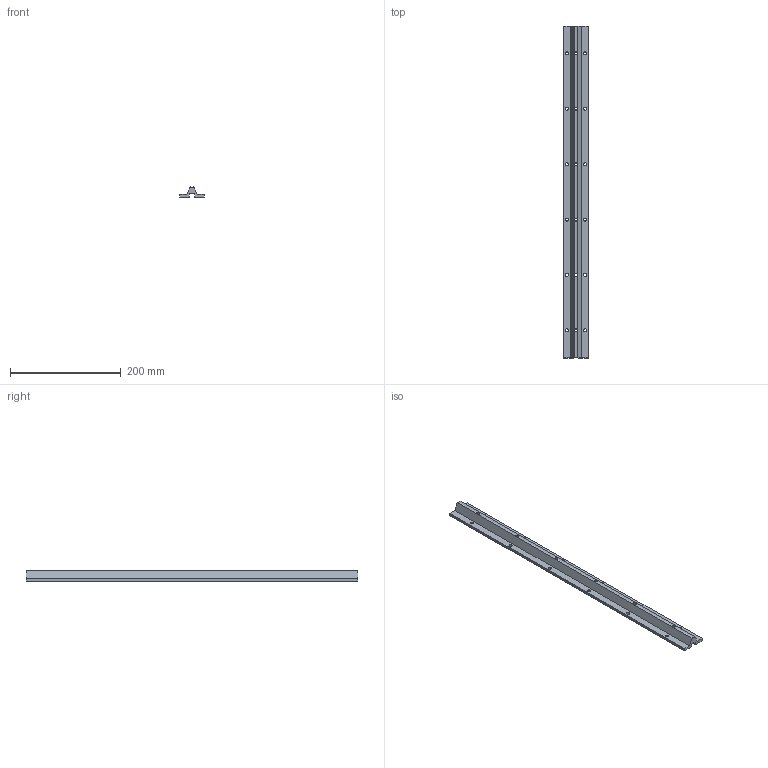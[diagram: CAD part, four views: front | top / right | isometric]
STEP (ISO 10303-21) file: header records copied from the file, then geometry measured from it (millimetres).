
FILE_DESCRIPTION( ( 'STEP AP214' ), '1' );
FILE_NAME( 'STSN-16-T1.stp', '2010-08-04T11:43:08', ( ' ' ), ( ' ' ), 'XStep 1.0', ' ', ' ' );
FILE_SCHEMA( ( 'CONFIG_CONTROL_DESIGN) ( )' ) );
Length unit declared in the file: metre
Products named in the file (1): 1
Bounding box: 45 x 599.5 x 18.81 mm (x, y, z)
Volume: 206507.2 mm3; surface area: 79984.6 mm2
Topology: 1 solids, 1 shells, 32 faces, 106 edges, 76 vertices
Faces by surface type: cylinder 19, plane 13
Full cylindrical faces by diameter (mm): 5.5 x18
Entity records: 1654 total; most frequent: CARTESIAN_POINT 531, DIRECTION 164, ORIENTED_EDGE 144, EDGE_LOOP 86, EDGE_CURVE 72, AXIS2_PLACEMENT_3D 65, VERTEX_POINT 60, FACE_OUTER_BOUND 50
